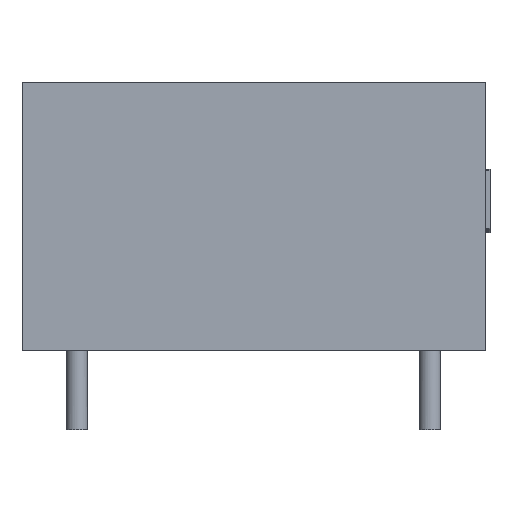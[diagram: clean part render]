
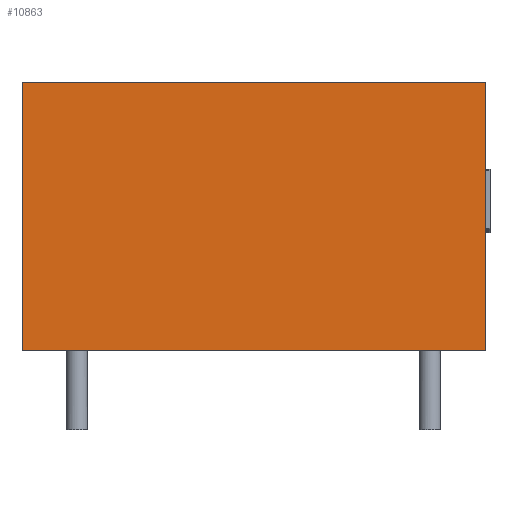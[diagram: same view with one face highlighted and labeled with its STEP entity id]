
A CAD part, left-side view. The second image highlights one B-rep face of the part: STEP entity #10863.
In plain terms, the highlighted free-form (B-spline) face has degree [1, 1] with [2, 2] control points.
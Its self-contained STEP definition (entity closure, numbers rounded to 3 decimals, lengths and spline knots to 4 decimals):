
#800 = VERTEX_POINT('',#801);
#801 = CARTESIAN_POINT('',(0.,0.,4.7289));
#806 = EDGE_CURVE('',#807,#800,#809,.T.);
#807 = VERTEX_POINT('',#808);
#808 = CARTESIAN_POINT('',(0.,0.,0.));
#809 = B_SPLINE_CURVE_WITH_KNOTS('',1,(#810,#811),.UNSPECIFIED.,.F.,.F.,
  (2,2),(0.,5.8),.PIECEWISE_BEZIER_KNOTS.);
#810 = CARTESIAN_POINT('',(0.,0.,0.));
#811 = CARTESIAN_POINT('',(0.,0.,4.7289));
#9860 = VERTEX_POINT('',#9861);
#9861 = CARTESIAN_POINT('',(0.,8.1532,0.));
#9866 = EDGE_CURVE('',#9867,#9860,#9869,.T.);
#9867 = VERTEX_POINT('',#9868);
#9868 = CARTESIAN_POINT('',(0.,8.1532,4.7289));
#9869 = B_SPLINE_CURVE_WITH_KNOTS('',1,(#9870,#9871),.UNSPECIFIED.,.F.,
  .F.,(2,2),(0.,5.8),.PIECEWISE_BEZIER_KNOTS.);
#9870 = CARTESIAN_POINT('',(0.,8.1532,4.7289));
#9871 = CARTESIAN_POINT('',(0.,8.1532,0.));
#9956 = EDGE_CURVE('',#9867,#800,#9957,.T.);
#9957 = B_SPLINE_CURVE_WITH_KNOTS('',1,(#9958,#9959),.UNSPECIFIED.,.F.,
  .F.,(2,2),(0.,10.),.PIECEWISE_BEZIER_KNOTS.);
#9958 = CARTESIAN_POINT('',(0.,8.1532,4.7289));
#9959 = CARTESIAN_POINT('',(0.,0.,4.7289));
#10863 = ADVANCED_FACE('',(#10864),#10874,.F.);
#10864 = FACE_BOUND('',#10865,.T.);
#10865 = EDGE_LOOP('',(#10866,#10871,#10872,#10873));
#10866 = ORIENTED_EDGE('',*,*,#10867,.T.);
#10867 = EDGE_CURVE('',#9860,#807,#10868,.T.);
#10868 = B_SPLINE_CURVE_WITH_KNOTS('',1,(#10869,#10870),.UNSPECIFIED.,
  .F.,.F.,(2,2),(0.,10.),.PIECEWISE_BEZIER_KNOTS.);
#10869 = CARTESIAN_POINT('',(0.,8.1532,0.));
#10870 = CARTESIAN_POINT('',(0.,0.,0.));
#10871 = ORIENTED_EDGE('',*,*,#806,.T.);
#10872 = ORIENTED_EDGE('',*,*,#9956,.F.);
#10873 = ORIENTED_EDGE('',*,*,#9866,.T.);
#10874 = B_SPLINE_SURFACE_WITH_KNOTS('',1,1,(
    (#10875,#10876)
    ,(#10877,#10878
    )),.UNSPECIFIED.,.F.,.F.,.F.,(2,2),(2,2),(-5.8,0.),(0.,10.),
  .PIECEWISE_BEZIER_KNOTS.);
#10875 = CARTESIAN_POINT('',(0.,0.,4.7289));
#10876 = CARTESIAN_POINT('',(0.,8.1532,4.7289));
#10877 = CARTESIAN_POINT('',(0.,0.,0.));
#10878 = CARTESIAN_POINT('',(0.,8.1532,0.));
